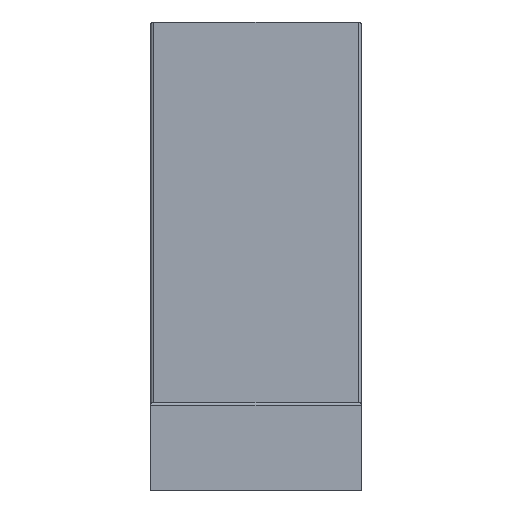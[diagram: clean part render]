
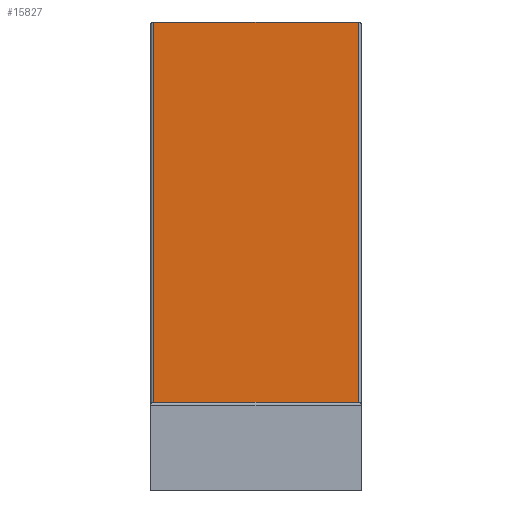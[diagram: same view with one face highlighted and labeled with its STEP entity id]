
A CAD part, front view. The second image highlights one B-rep face of the part: STEP entity #15827.
In plain terms, the highlighted planar face has unit normal (0, -1, 0).
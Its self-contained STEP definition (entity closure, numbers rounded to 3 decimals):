
#742 = CARTESIAN_POINT ( 'NONE',  ( 9., -5., 40. ) ) ;
#863 = EDGE_CURVE ( 'NONE', #2578, #2374, #10222, .T. ) ;
#1078 = CARTESIAN_POINT ( 'NONE',  ( -8.75, -5., 40. ) ) ;
#1641 = EDGE_CURVE ( 'NONE', #15307, #8909, #5329, .T. ) ;
#1968 = ORIENTED_EDGE ( 'NONE', *, *, #9326, .F. ) ;
#2374 = VERTEX_POINT ( 'NONE', #11892 ) ;
#2578 = VERTEX_POINT ( 'NONE', #11219 ) ;
#2681 = CARTESIAN_POINT ( 'NONE',  ( -8.75, -5., 7.5 ) ) ;
#3093 = VECTOR ( 'NONE', #9684, 1000. ) ;
#3520 = DIRECTION ( 'NONE',  ( 0., 1., 0. ) ) ;
#4716 = DIRECTION ( 'NONE',  ( 0., 0., 1. ) ) ;
#5329 = LINE ( 'NONE', #6785, #5523 ) ;
#5523 = VECTOR ( 'NONE', #14534, 1000. ) ;
#5906 = VECTOR ( 'NONE', #13934, 1000. ) ;
#6785 = CARTESIAN_POINT ( 'NONE',  ( -8.75, -5., 7.5 ) ) ;
#7163 = AXIS2_PLACEMENT_3D ( 'NONE', #7396, #3520, #4716 ) ;
#7396 = CARTESIAN_POINT ( 'NONE',  ( 9., -5., 40. ) ) ;
#7424 = CARTESIAN_POINT ( 'NONE',  ( 9., -5., 7.5 ) ) ;
#8909 = VERTEX_POINT ( 'NONE', #2681 ) ;
#9326 = EDGE_CURVE ( 'NONE', #2578, #8909, #9336, .T. ) ;
#9336 = LINE ( 'NONE', #7424, #5906 ) ;
#9581 = VECTOR ( 'NONE', #12089, 1000. ) ;
#9684 = DIRECTION ( 'NONE',  ( -1., 0., 0. ) ) ;
#9691 = ORIENTED_EDGE ( 'NONE', *, *, #14091, .T. ) ;
#10222 = LINE ( 'NONE', #15780, #9581 ) ;
#10365 = FACE_OUTER_BOUND ( 'NONE', #16302, .T. ) ;
#10795 = LINE ( 'NONE', #742, #3093 ) ;
#11219 = CARTESIAN_POINT ( 'NONE',  ( 8.75, -5., 7.5 ) ) ;
#11843 = ORIENTED_EDGE ( 'NONE', *, *, #1641, .T. ) ;
#11892 = CARTESIAN_POINT ( 'NONE',  ( 8.75, -5., 40. ) ) ;
#12089 = DIRECTION ( 'NONE',  ( 0., 0., 1. ) ) ;
#12558 = PLANE ( 'NONE',  #7163 ) ;
#13934 = DIRECTION ( 'NONE',  ( -1., 0., 0. ) ) ;
#13991 = ORIENTED_EDGE ( 'NONE', *, *, #863, .T. ) ;
#14091 = EDGE_CURVE ( 'NONE', #2374, #15307, #10795, .T. ) ;
#14534 = DIRECTION ( 'NONE',  ( 0., 0., -1. ) ) ;
#15307 = VERTEX_POINT ( 'NONE', #1078 ) ;
#15780 = CARTESIAN_POINT ( 'NONE',  ( 8.75, -5., 40. ) ) ;
#15827 = ADVANCED_FACE ( 'NONE', ( #10365 ), #12558, .F. ) ;
#16302 = EDGE_LOOP ( 'NONE', ( #1968, #13991, #9691, #11843 ) ) ;
